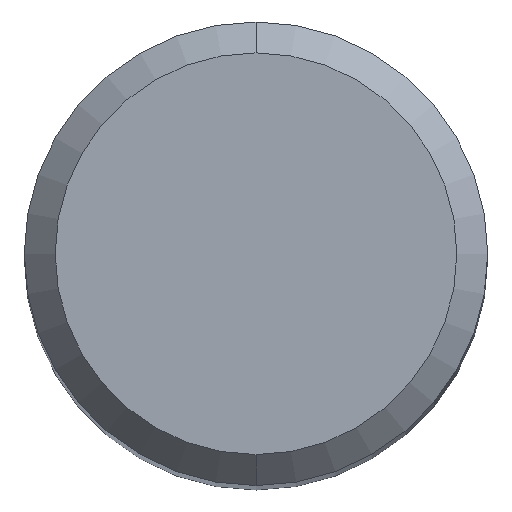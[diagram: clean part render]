
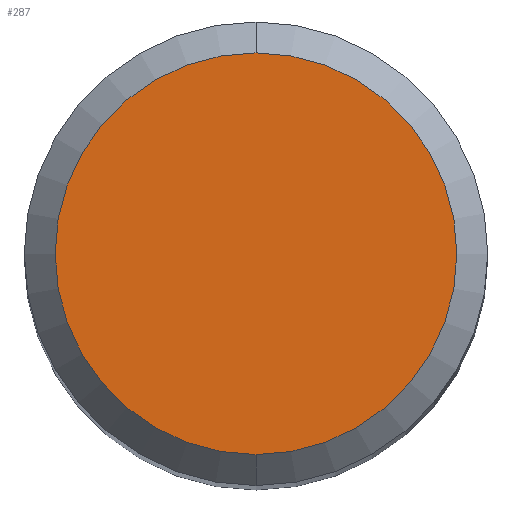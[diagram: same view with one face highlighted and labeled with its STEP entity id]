
A CAD part, top view. The second image highlights one B-rep face of the part: STEP entity #287.
In plain terms, the highlighted planar face has unit normal (0, 0, 1).
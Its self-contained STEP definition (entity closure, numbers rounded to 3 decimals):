
#181=EDGE_CURVE('',#405,#435,#488,.T.);
#203=EDGE_CURVE('',#435,#405,#511,.T.);
#287=ADVANCED_FACE('',(#606),#607,.T.);
#405=VERTEX_POINT('',#736);
#435=VERTEX_POINT('',#769);
#488=CIRCLE('',#820,2.6);
#511=CIRCLE('',#865,2.6);
#606=FACE_OUTER_BOUND('',#1061,.T.);
#607=PLANE('',#1062);
#736=CARTESIAN_POINT('',(0.0,2.6,0.0));
#769=CARTESIAN_POINT('',(0.,-2.6,0.0));
#820=AXIS2_PLACEMENT_3D('',#1446,#1447,#1448);
#865=AXIS2_PLACEMENT_3D('',#1461,#1462,#1463);
#1061=EDGE_LOOP('',(#1588,#1589));
#1062=AXIS2_PLACEMENT_3D('',#1590,#1591,#1592);
#1446=CARTESIAN_POINT('',(0.0,0.0,0.0));
#1447=DIRECTION('',(0.0,0.0,-1.0));
#1448=DIRECTION('',(0.0,1.0,0.0));
#1461=CARTESIAN_POINT('',(0.0,0.0,0.0));
#1462=DIRECTION('',(0.0,0.0,-1.0));
#1463=DIRECTION('',(0.0,1.0,0.0));
#1588=ORIENTED_EDGE('',*,*,#181,.F.);
#1589=ORIENTED_EDGE('',*,*,#203,.F.);
#1590=CARTESIAN_POINT('',(0.0,1.3,0.0));
#1591=DIRECTION('',(-0.0,0.0,1.0));
#1592=DIRECTION('',(0.0,-1.0,0.0));
